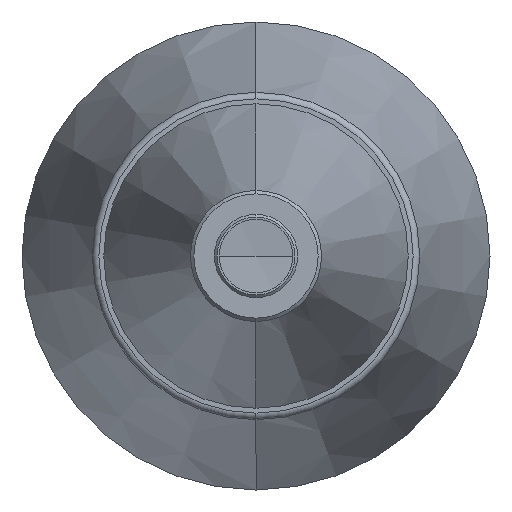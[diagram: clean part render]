
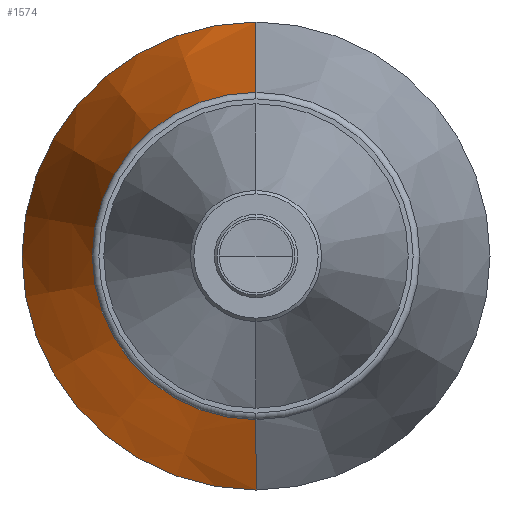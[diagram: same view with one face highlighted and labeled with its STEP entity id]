
A CAD part, left-side view. The second image highlights one B-rep face of the part: STEP entity #1574.
In plain terms, the highlighted conical face has half-angle 13.358 degrees and reference radius 50 mm.
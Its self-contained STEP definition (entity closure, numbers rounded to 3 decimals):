
#108 = DIRECTION ( 'NONE',  ( 0.973, 0., -0.231 ) ) ;
#109 = VECTOR ( 'NONE', #108, 1000. ) ;
#153 = CARTESIAN_POINT ( 'NONE',  ( 213.972, 0., -50. ) ) ;
#154 = LINE ( 'NONE', #153, #109 ) ;
#306 = DIRECTION ( 'NONE',  ( 0., 0., -1. ) ) ;
#312 = DIRECTION ( 'NONE',  ( 0., 0., 1. ) ) ;
#313 = DIRECTION ( 'NONE',  ( -1., 0., 0. ) ) ;
#314 = CARTESIAN_POINT ( 'NONE',  ( 213.972, 0., 0. ) ) ;
#315 = AXIS2_PLACEMENT_3D ( 'NONE', #314, #313, #312 ) ;
#316 = CIRCLE ( 'NONE', #315, 50. ) ;
#317 = AXIS2_PLACEMENT_3D ( 'NONE', #420, #419, #306 ) ;
#319 = FACE_OUTER_BOUND ( 'NONE', #1638, .T. ) ;
#320 = CONICAL_SURFACE ( 'NONE', #317, 50., 0.233 ) ;
#338 = DIRECTION ( 'NONE',  ( 0., 0., 1. ) ) ;
#339 = DIRECTION ( 'NONE',  ( -1., 0., 0. ) ) ;
#341 = CARTESIAN_POINT ( 'NONE',  ( 304.512, 0., 71.5 ) ) ;
#343 = CARTESIAN_POINT ( 'NONE',  ( 213.972, 0., 50. ) ) ;
#344 = DIRECTION ( 'NONE',  ( 0.973, 0., 0.231 ) ) ;
#345 = VECTOR ( 'NONE', #344, 1000. ) ;
#346 = AXIS2_PLACEMENT_3D ( 'NONE', #353, #339, #338 ) ;
#349 = CIRCLE ( 'NONE', #346, 71.5 ) ;
#351 = CARTESIAN_POINT ( 'NONE',  ( 213.972, 0., 50. ) ) ;
#352 = LINE ( 'NONE', #351, #345 ) ;
#353 = CARTESIAN_POINT ( 'NONE',  ( 304.512, 0., 0. ) ) ;
#398 = CARTESIAN_POINT ( 'NONE',  ( 304.512, 0., -71.5 ) ) ;
#419 = DIRECTION ( 'NONE',  ( 1., 0., 0. ) ) ;
#420 = CARTESIAN_POINT ( 'NONE',  ( 213.972, 0., 0. ) ) ;
#944 = CARTESIAN_POINT ( 'NONE',  ( 213.972, 0., -50. ) ) ;
#1358 = VERTEX_POINT ( 'NONE', #944 ) ;
#1572 = EDGE_CURVE ( 'NONE', #1358, #1600, #154, .T. ) ;
#1573 = EDGE_CURVE ( 'NONE', #1634, #1358, #316, .T. ) ;
#1574 = ADVANCED_FACE ( 'NONE', ( #319 ), #320, .T. ) ;
#1575 = ORIENTED_EDGE ( 'NONE', *, *, #1635, .T. ) ;
#1576 = ORIENTED_EDGE ( 'NONE', *, *, #1573, .F. ) ;
#1577 = ORIENTED_EDGE ( 'NONE', *, *, #1572, .F. ) ;
#1600 = VERTEX_POINT ( 'NONE', #398 ) ;
#1632 = EDGE_CURVE ( 'NONE', #1634, #1639, #352, .T. ) ;
#1634 = VERTEX_POINT ( 'NONE', #343 ) ;
#1635 = EDGE_CURVE ( 'NONE', #1639, #1600, #349, .T. ) ;
#1636 = ORIENTED_EDGE ( 'NONE', *, *, #1632, .T. ) ;
#1638 = EDGE_LOOP ( 'NONE', ( #1576, #1636, #1575, #1577 ) ) ;
#1639 = VERTEX_POINT ( 'NONE', #341 ) ;
